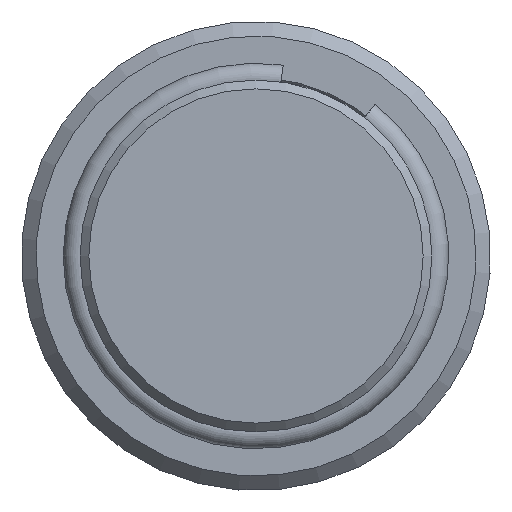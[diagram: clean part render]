
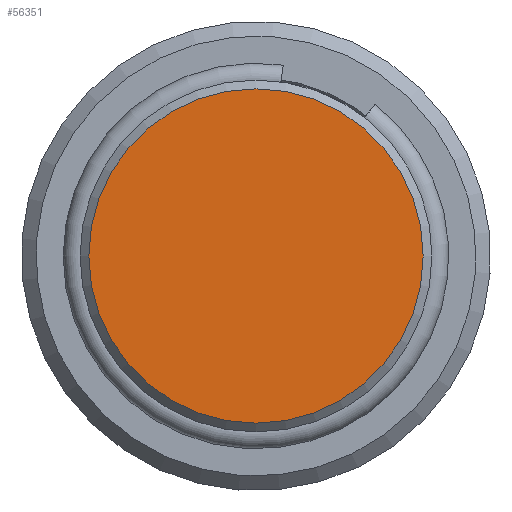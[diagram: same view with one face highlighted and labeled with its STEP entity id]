
A CAD part, left-side view. The second image highlights one B-rep face of the part: STEP entity #56351.
In plain terms, the highlighted planar face has unit normal (-1, 0, 0).
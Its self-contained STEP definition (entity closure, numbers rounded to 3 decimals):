
#56335=CARTESIAN_POINT('',(0.,5.25,0.0));
#56336=DIRECTION('',(-1.0,0.0,0.0));
#56337=DIRECTION('',(0.0,0.0,1.0));
#56338=AXIS2_PLACEMENT_3D('',#56335,#56336,#56337);
#56339=PLANE('',#56338);
#56340=CARTESIAN_POINT('',(0.,5.7,0.));
#56341=VERTEX_POINT('',#56340);
#56342=CARTESIAN_POINT('',(0.,0.0,0.0));
#56343=DIRECTION('',(1.0,0.0,0.0));
#56344=DIRECTION('',(0.0,-1.0,0.0));
#56345=AXIS2_PLACEMENT_3D('',#56342,#56343,#56344);
#56346=CIRCLE('',#56345,5.7);
#56347=EDGE_CURVE('',#56341,#56341,#56346,.T.);
#56348=ORIENTED_EDGE('',*,*,#56347,.F.);
#56349=EDGE_LOOP('',(#56348));
#56350=FACE_OUTER_BOUND('',#56349,.T.);
#56351=ADVANCED_FACE('',(#56350),#56339,.T.);
